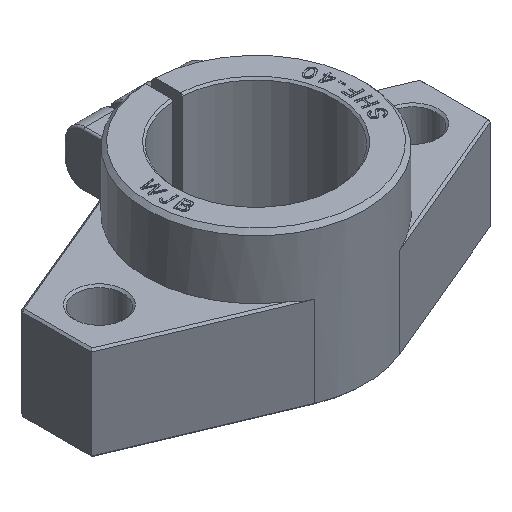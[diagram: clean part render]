
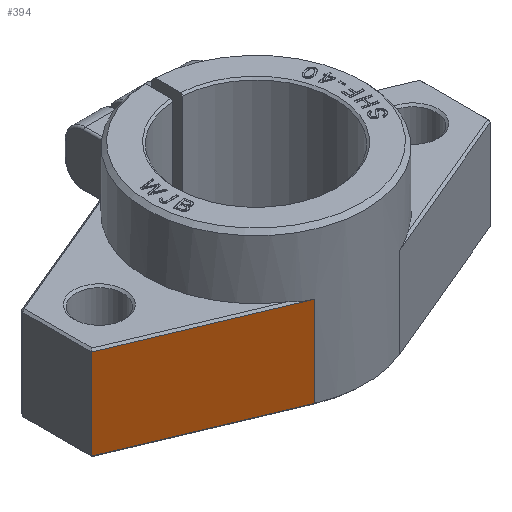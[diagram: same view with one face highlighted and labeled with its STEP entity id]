
A CAD part, isometric view. The second image highlights one B-rep face of the part: STEP entity #394.
In plain terms, the highlighted planar face has unit normal (-0.386, -0.922, 0).
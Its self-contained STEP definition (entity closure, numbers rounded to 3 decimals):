
#206=FACE_OUTER_BOUND('',#782,.T.);
#394=ADVANCED_FACE('',(#206),#571,.T.);
#571=PLANE('',#3419);
#782=EDGE_LOOP('',(#1192,#1193,#1194,#1195));
#1192=ORIENTED_EDGE('',*,*,#2259,.F.);
#1193=ORIENTED_EDGE('',*,*,#2307,.T.);
#1194=ORIENTED_EDGE('',*,*,#2302,.F.);
#1195=ORIENTED_EDGE('',*,*,#2308,.F.);
#1960=VERTEX_POINT('',#5230);
#1961=VERTEX_POINT('',#5232);
#1968=VERTEX_POINT('',#5263);
#1980=VERTEX_POINT('',#5315);
#2259=EDGE_CURVE('',#1961,#1960,#2892,.T.);
#2302=EDGE_CURVE('',#1980,#1968,#2930,.T.);
#2307=EDGE_CURVE('',#1961,#1968,#2934,.T.);
#2308=EDGE_CURVE('',#1960,#1980,#2935,.T.);
#2892=LINE('',#5233,#3150);
#2930=LINE('',#5316,#3188);
#2934=LINE('',#5326,#3192);
#2935=LINE('',#5328,#3193);
#3150=VECTOR('',#3759,1.);
#3188=VECTOR('',#3849,1.);
#3192=VECTOR('',#3863,1.);
#3193=VECTOR('',#3866,1.);
#3419=AXIS2_PLACEMENT_3D('',#5329,#3867,#3868);
#3759=DIRECTION('',(0.922,-0.386,0.));
#3849=DIRECTION('',(-0.922,0.386,0.));
#3863=DIRECTION('',(0.,0.,-1.));
#3866=DIRECTION('',(0.,0.,-1.));
#3867=DIRECTION('',(-0.386,-0.922,0.));
#3868=DIRECTION('',(0.,0.,-1.));
#5230=CARTESIAN_POINT('',(-10.815,-25.827,-0.5));
#5232=CARTESIAN_POINT('',(-51.,-9.,-0.5));
#5233=CARTESIAN_POINT('',(-51.,-9.,-0.5));
#5263=CARTESIAN_POINT('',(-51.,-9.,-23.5));
#5315=CARTESIAN_POINT('',(-10.815,-25.827,-23.5));
#5316=CARTESIAN_POINT('',(-10.815,-25.827,-23.5));
#5326=CARTESIAN_POINT('',(-51.,-9.,-0.5));
#5328=CARTESIAN_POINT('',(-10.815,-25.827,-0.5));
#5329=CARTESIAN_POINT('',(-51.,-9.,0.));
